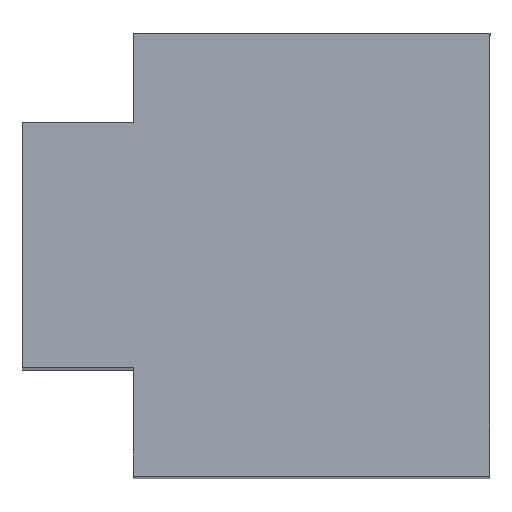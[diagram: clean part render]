
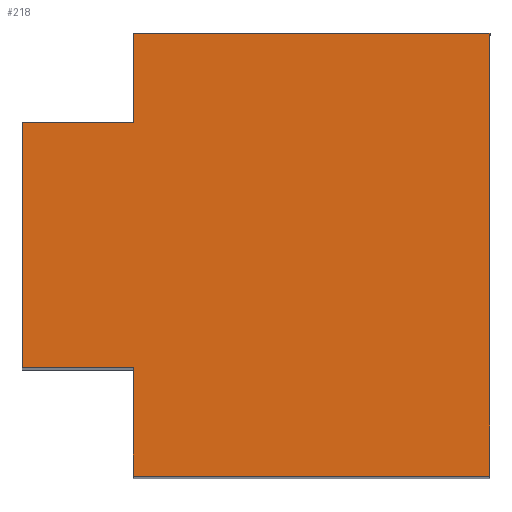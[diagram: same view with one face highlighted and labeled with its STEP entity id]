
A CAD part, top view. The second image highlights one B-rep face of the part: STEP entity #218.
In plain terms, the highlighted planar face has unit normal (0, 0, 1).
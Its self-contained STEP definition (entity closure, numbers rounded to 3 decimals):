
#24=FACE_OUTER_BOUND('',#37,.T.);
#37=EDGE_LOOP('',(#157,#158,#159,#160,#161,#162,#163,#164));
#48=LINE('',#319,#74);
#52=LINE('',#327,#78);
#55=LINE('',#335,#81);
#56=LINE('',#337,#82);
#57=LINE('',#339,#83);
#58=LINE('',#341,#84);
#59=LINE('',#343,#85);
#60=LINE('',#344,#86);
#74=VECTOR('',#261,10.);
#78=VECTOR('',#267,10.);
#81=VECTOR('',#274,10.);
#82=VECTOR('',#275,10.);
#83=VECTOR('',#276,10.);
#84=VECTOR('',#277,10.);
#85=VECTOR('',#278,10.);
#86=VECTOR('',#279,10.);
#100=VERTEX_POINT('',#317);
#101=VERTEX_POINT('',#318);
#104=VERTEX_POINT('',#326);
#107=VERTEX_POINT('',#334);
#108=VERTEX_POINT('',#336);
#109=VERTEX_POINT('',#338);
#110=VERTEX_POINT('',#340);
#111=VERTEX_POINT('',#342);
#119=EDGE_CURVE('',#100,#101,#48,.T.);
#123=EDGE_CURVE('',#100,#104,#52,.T.);
#127=EDGE_CURVE('',#107,#101,#55,.T.);
#128=EDGE_CURVE('',#107,#108,#56,.T.);
#129=EDGE_CURVE('',#109,#108,#57,.T.);
#130=EDGE_CURVE('',#109,#110,#58,.T.);
#131=EDGE_CURVE('',#111,#110,#59,.T.);
#132=EDGE_CURVE('',#111,#104,#60,.T.);
#157=ORIENTED_EDGE('',*,*,#119,.T.);
#158=ORIENTED_EDGE('',*,*,#127,.F.);
#159=ORIENTED_EDGE('',*,*,#128,.T.);
#160=ORIENTED_EDGE('',*,*,#129,.F.);
#161=ORIENTED_EDGE('',*,*,#130,.T.);
#162=ORIENTED_EDGE('',*,*,#131,.F.);
#163=ORIENTED_EDGE('',*,*,#132,.T.);
#164=ORIENTED_EDGE('',*,*,#123,.F.);
#208=PLANE('',#245);
#218=ADVANCED_FACE('',(#24),#208,.T.);
#245=AXIS2_PLACEMENT_3D('',#333,#272,#273);
#261=DIRECTION('',(-1.,0.,0.));
#267=DIRECTION('',(0.,-1.,0.));
#272=DIRECTION('center_axis',(0.,0.,
1.));
#273=DIRECTION('ref_axis',(-1.,0.,0.));
#274=DIRECTION('',(0.,1.,0.));
#275=DIRECTION('',(-1.,0.,0.));
#276=DIRECTION('',(0.,1.,0.));
#277=DIRECTION('',(1.,0.,0.));
#278=DIRECTION('',(0.,1.,0.));
#279=DIRECTION('',(1.,0.,0.));
#317=CARTESIAN_POINT('',(31.999,347.779,-62.));
#318=CARTESIAN_POINT('',(23.999,347.779,-62.));
#319=CARTESIAN_POINT('',(2.529,347.779,-62.));
#326=CARTESIAN_POINT('',(31.999,337.848,-62.));
#327=CARTESIAN_POINT('',(31.999,345.022,-62.));
#333=CARTESIAN_POINT('Origin',(-19.94,342.015,-62.));
#334=CARTESIAN_POINT('',(23.999,345.779,-62.));
#335=CARTESIAN_POINT('',(23.999,344.497,-62.));
#336=CARTESIAN_POINT('',(21.499,345.779,-62.));
#337=CARTESIAN_POINT('',(0.759,345.779,-62.));
#338=CARTESIAN_POINT('',(21.499,340.279,-62.));
#339=CARTESIAN_POINT('',(21.499,341.072,-62.));
#340=CARTESIAN_POINT('',(23.999,340.279,-62.));
#341=CARTESIAN_POINT('',(2.029,340.279,-62.));
#342=CARTESIAN_POINT('',(23.999,337.848,-62.));
#343=CARTESIAN_POINT('',(23.999,344.497,-62.));
#344=CARTESIAN_POINT('',(9.06,337.848,-62.));
